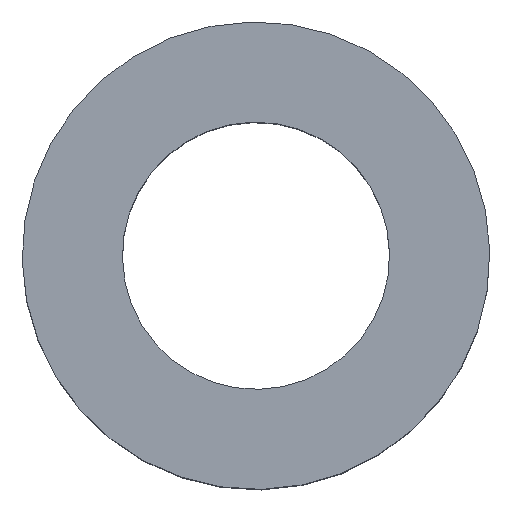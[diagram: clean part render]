
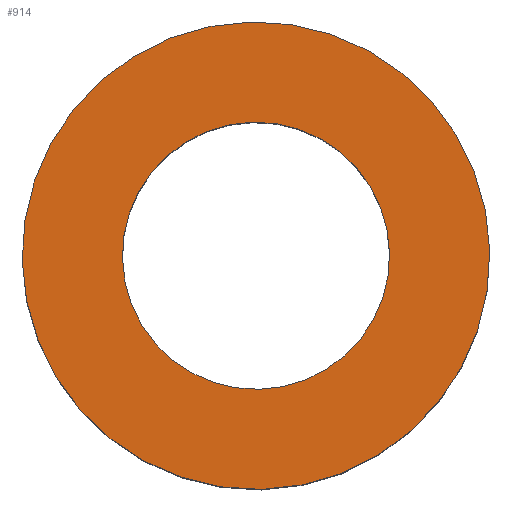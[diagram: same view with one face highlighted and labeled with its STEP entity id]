
A CAD part, top view. The second image highlights one B-rep face of the part: STEP entity #914.
In plain terms, the highlighted planar face has unit normal (0, 0, 1).
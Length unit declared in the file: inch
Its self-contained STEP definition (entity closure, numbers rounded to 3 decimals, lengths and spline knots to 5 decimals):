
#858=AXIS2_PLACEMENT_3D('Circle Axis2P3D',#856,#857,$) ;
#877=AXIS2_PLACEMENT_3D('Circle Axis2P3D',#875,#876,$) ;
#890=AXIS2_PLACEMENT_3D('Plane Axis2P3D',#887,#888,#889) ;
#898=AXIS2_PLACEMENT_3D('Circle Axis2P3D',#896,#897,$) ;
#907=AXIS2_PLACEMENT_3D('Circle Axis2P3D',#905,#906,$) ;
#853=CARTESIAN_POINT('Vertex',(4.19497,7.67885,11.75)) ;
#856=CARTESIAN_POINT('Axis2P3D Location',(0.,0.,11.75)) ;
#860=CARTESIAN_POINT('Vertex',(-4.19497,-7.67885,11.75)) ;
#875=CARTESIAN_POINT('Axis2P3D Location',(0.,0.,11.75)) ;
#887=CARTESIAN_POINT('Axis2P3D Location',(0.,8.75,11.75)) ;
#896=CARTESIAN_POINT('Axis2P3D Location',(0.,0.,11.75)) ;
#900=CARTESIAN_POINT('Vertex',(-2.39713,-4.38791,11.75)) ;
#902=CARTESIAN_POINT('Vertex',(2.39713,4.38791,11.75)) ;
#905=CARTESIAN_POINT('Axis2P3D Location',(0.,0.,11.75)) ;
#857=DIRECTION('Axis2P3D Direction',(0.,0.,-0.039)) ;
#876=DIRECTION('Axis2P3D Direction',(0.,0.,-0.039)) ;
#888=DIRECTION('Axis2P3D Direction',(0.,0.,-0.039)) ;
#889=DIRECTION('Axis2P3D XDirection',(0.039,0.,0.)) ;
#897=DIRECTION('Axis2P3D Direction',(0.,0.,-0.039)) ;
#906=DIRECTION('Axis2P3D Direction',(0.,0.,-0.039)) ;
#893=ORIENTED_EDGE('',*,*,#862,.F.) ;
#894=ORIENTED_EDGE('',*,*,#879,.F.) ;
#911=ORIENTED_EDGE('',*,*,#904,.T.) ;
#912=ORIENTED_EDGE('',*,*,#909,.T.) ;
#913=FACE_BOUND('',#910,.T.) ;
#914=ADVANCED_FACE('PartBody',(#895,#913),#891,.F.) ;
#859=CIRCLE('generated circle',#858,8.75) ;
#878=CIRCLE('generated circle',#877,8.75) ;
#899=CIRCLE('generated circle',#898,5.) ;
#908=CIRCLE('generated circle',#907,5.) ;
#862=EDGE_CURVE('',#854,#861,#859,.T.) ;
#879=EDGE_CURVE('',#861,#854,#878,.T.) ;
#904=EDGE_CURVE('',#901,#903,#899,.T.) ;
#909=EDGE_CURVE('',#903,#901,#908,.T.) ;
#892=EDGE_LOOP('',(#893,#894)) ;
#910=EDGE_LOOP('',(#911,#912)) ;
#895=FACE_OUTER_BOUND('',#892,.T.) ;
#891=PLANE('',#890) ;
#854=VERTEX_POINT('',#853) ;
#861=VERTEX_POINT('',#860) ;
#901=VERTEX_POINT('',#900) ;
#903=VERTEX_POINT('',#902) ;
